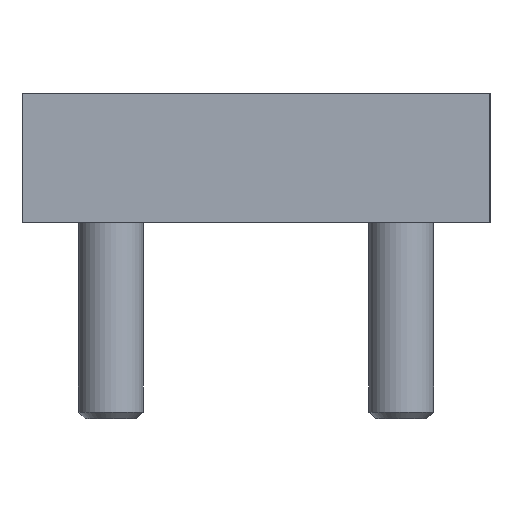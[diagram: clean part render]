
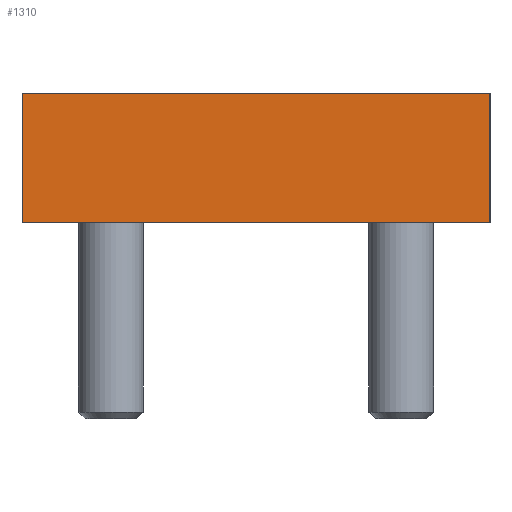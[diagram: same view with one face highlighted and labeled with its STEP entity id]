
A CAD part, left-side view. The second image highlights one B-rep face of the part: STEP entity #1310.
In plain terms, the highlighted planar face has unit normal (-1, 0, 0).
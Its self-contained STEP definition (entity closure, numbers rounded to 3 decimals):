
#278=ORIENTED_EDGE('',*,*,#615,.T.);
#279=ORIENTED_EDGE('',*,*,#616,.F.);
#280=ORIENTED_EDGE('',*,*,#617,.F.);
#281=ORIENTED_EDGE('',*,*,#618,.T.);
#615=EDGE_CURVE('',#778,#779,#893,.T.);
#616=EDGE_CURVE('',#780,#779,#894,.T.);
#617=EDGE_CURVE('',#781,#780,#895,.T.);
#618=EDGE_CURVE('',#781,#778,#896,.T.);
#778=VERTEX_POINT('',#2180);
#779=VERTEX_POINT('',#2181);
#780=VERTEX_POINT('',#2183);
#781=VERTEX_POINT('',#2185);
#893=LINE('',#2179,#987);
#894=LINE('',#2182,#988);
#895=LINE('',#2184,#989);
#896=LINE('',#2186,#990);
#987=VECTOR('',#1703,1000.);
#988=VECTOR('',#1704,1000.);
#989=VECTOR('',#1705,1000.);
#990=VECTOR('',#1706,1000.);
#1040=EDGE_LOOP('',(#278,#279,#280,#281));
#1152=FACE_BOUND('',#1040,.T.);
#1261=PLANE('',#1436);
#1310=ADVANCED_FACE('',(#1152),#1261,.F.);
#1436=AXIS2_PLACEMENT_3D('',#2178,#1701,#1702);
#1701=DIRECTION('',(1.,0.,0.));
#1702=DIRECTION('',(0.,0.,-1.));
#1703=DIRECTION('',(0.,0.,1.));
#1704=DIRECTION('',(0.,-1.,0.));
#1705=DIRECTION('',(0.,0.,1.));
#1706=DIRECTION('',(0.,-1.,0.));
#2178=CARTESIAN_POINT('',(-27.5,8.,-14.5));
#2179=CARTESIAN_POINT('',(-27.5,0.,-14.5));
#2180=CARTESIAN_POINT('',(-27.5,0.,-14.5));
#2181=CARTESIAN_POINT('',(-27.5,0.,14.5));
#2182=CARTESIAN_POINT('',(-27.5,8.,14.5));
#2183=CARTESIAN_POINT('',(-27.5,8.,14.5));
#2184=CARTESIAN_POINT('',(-27.5,8.,-14.5));
#2185=CARTESIAN_POINT('',(-27.5,8.,-14.5));
#2186=CARTESIAN_POINT('',(-27.5,8.,-14.5));
